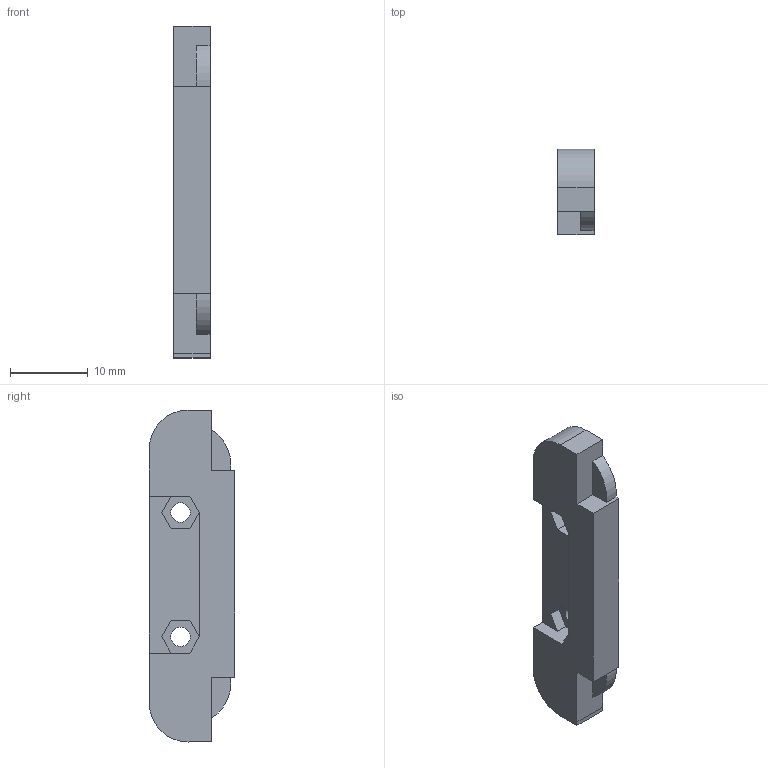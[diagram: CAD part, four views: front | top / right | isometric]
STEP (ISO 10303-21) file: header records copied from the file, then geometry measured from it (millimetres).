
FILE_DESCRIPTION(/* description */ (''),/* implementation_level */ '2;1');
FILE_NAME(/* name */ 'ToF-Mount-Right.step',/* time_stamp */ '2025-09-20T22:52:11+06:00',/* author */ (''),/* organization */ (''),/* preprocessor_version */ 'ST-DEVELOPER v20.1',/* originating_system */ 'Autodesk Translation Framework v14.17.0.0',/* authorisation */ '');
FILE_SCHEMA (('AUTOMOTIVE_DESIGN { 1 0 10303 214 3 1 1 }'));
Length unit declared in the file: millimetre
Products named in the file (1): Configuration 1
Bounding box: 4.65 x 11 x 42.75 mm (x, y, z)
Volume: 1676 mm3; surface area: 1402.1 mm2
Topology: 1 solids, 1 shells, 35 faces, 97 edges, 64 vertices
Faces by surface type: plane 29, cylinder 6
Full cylindrical faces by diameter (mm): 2.5 x2
Entity records: 1165 total; most frequent: CARTESIAN_POINT 197, ORIENTED_EDGE 194, DIRECTION 181, EDGE_CURVE 97, LINE 85, VECTOR 85, VERTEX_POINT 64, AXIS2_PLACEMENT_3D 48
